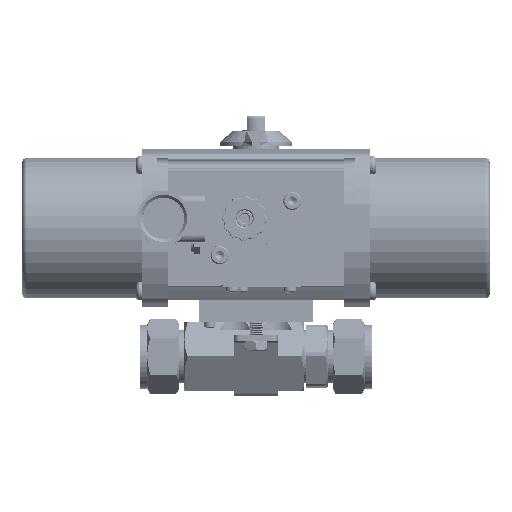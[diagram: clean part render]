
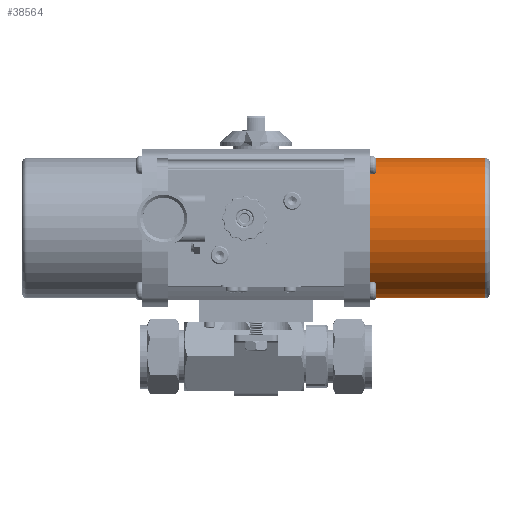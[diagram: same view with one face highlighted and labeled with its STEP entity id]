
A CAD part, top view. The second image highlights one B-rep face of the part: STEP entity #38564.
In plain terms, the highlighted cylindrical face has radius 30.963 mm (diameter 61.925 mm), a partial arc.
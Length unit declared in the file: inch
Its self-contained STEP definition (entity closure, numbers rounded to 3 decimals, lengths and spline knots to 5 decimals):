
#1322 = DIRECTION ( 'NONE',  ( 1., 0., 0. ) ) ;
#5309 = FACE_OUTER_BOUND ( 'NONE', #171652, .T. ) ;
#6935 = CARTESIAN_POINT ( 'NONE',  ( 1.7145, 1.01075, 0. ) ) ;
#13718 = VERTEX_POINT ( 'NONE', #165474 ) ;
#22164 = DIRECTION ( 'NONE',  ( -1., 0., 0. ) ) ;
#30128 = LINE ( 'NONE', #148661, #39654 ) ;
#38564 = ADVANCED_FACE ( 'NONE', ( #5309 ), #161920, .T. ) ;
#39654 = VECTOR ( 'NONE', #42449, 39.37008 ) ;
#42449 = DIRECTION ( 'NONE',  ( -1., 0., 0. ) ) ;
#49675 = CARTESIAN_POINT ( 'NONE',  ( 1.8575, 1.01075, 0. ) ) ;
#53679 = CARTESIAN_POINT ( 'NONE',  ( 1.7145, 2.22975, 0. ) ) ;
#59879 = EDGE_CURVE ( 'NONE', #188131, #132197, #114927, .T. ) ;
#65792 = CARTESIAN_POINT ( 'NONE',  ( 3.9725, 3.44875, 0. ) ) ;
#69141 = VERTEX_POINT ( 'NONE', #65792 ) ;
#92211 = CARTESIAN_POINT ( 'NONE',  ( 1.8575, 2.22975, 0. ) ) ;
#95722 = AXIS2_PLACEMENT_3D ( 'NONE', #113167, #22164, #128409 ) ;
#106800 = ORIENTED_EDGE ( 'NONE', *, *, #59879, .T. ) ;
#107513 = DIRECTION ( 'NONE',  ( 0., -1., 0. ) ) ;
#113116 = DIRECTION ( 'NONE',  ( -1., 0., 0. ) ) ;
#113167 = CARTESIAN_POINT ( 'NONE',  ( 3.9725, 2.22975, 0. ) ) ;
#114927 = CIRCLE ( 'NONE', #174956, 1.219 ) ;
#116173 = EDGE_CURVE ( 'NONE', #13718, #69141, #182871, .T. ) ;
#118340 = VECTOR ( 'NONE', #113116, 39.37008 ) ;
#124890 = ORIENTED_EDGE ( 'NONE', *, *, #129313, .F. ) ;
#128409 = DIRECTION ( 'NONE',  ( 0., -1., 0. ) ) ;
#129313 = EDGE_CURVE ( 'NONE', #13718, #132197, #158616, .T. ) ;
#132164 = ORIENTED_EDGE ( 'NONE', *, *, #153544, .T. ) ;
#132197 = VERTEX_POINT ( 'NONE', #49675 ) ;
#137640 = CARTESIAN_POINT ( 'NONE',  ( 1.8575, 3.44875, 0. ) ) ;
#144499 = DIRECTION ( 'NONE',  ( 0., 1., 0. ) ) ;
#148661 = CARTESIAN_POINT ( 'NONE',  ( 1.7145, 3.44875, 0. ) ) ;
#153544 = EDGE_CURVE ( 'NONE', #69141, #188131, #30128, .T. ) ;
#154452 = ORIENTED_EDGE ( 'NONE', *, *, #116173, .T. ) ;
#158616 = LINE ( 'NONE', #6935, #118340 ) ;
#161920 = CYLINDRICAL_SURFACE ( 'NONE', #186017, 1.219 ) ;
#165474 = CARTESIAN_POINT ( 'NONE',  ( 3.9725, 1.01075, 0. ) ) ;
#171652 = EDGE_LOOP ( 'NONE', ( #124890, #154452, #132164, #106800 ) ) ;
#174956 = AXIS2_PLACEMENT_3D ( 'NONE', #92211, #1322, #107513 ) ;
#182871 = CIRCLE ( 'NONE', #95722, 1.219 ) ;
#186017 = AXIS2_PLACEMENT_3D ( 'NONE', #53679, #190158, #144499 ) ;
#188131 = VERTEX_POINT ( 'NONE', #137640 ) ;
#190158 = DIRECTION ( 'NONE',  ( -1., 0., 0. ) ) ;
